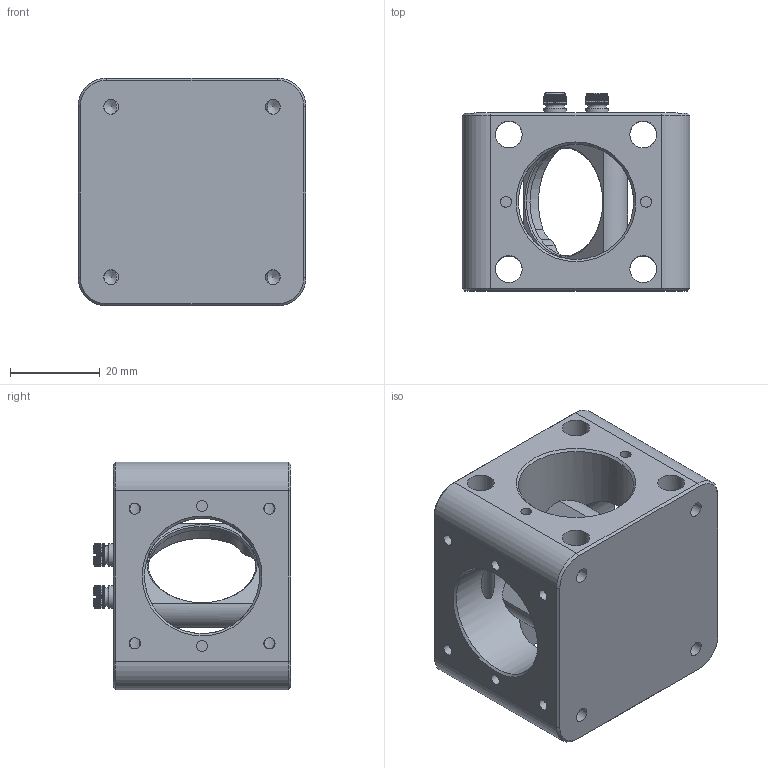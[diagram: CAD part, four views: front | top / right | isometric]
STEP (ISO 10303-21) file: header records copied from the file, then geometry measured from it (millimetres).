
FILE_DESCRIPTION (( 'STEP AP203' ), '1' );
FILE_NAME ('530137.STEP', '2025-04-27T08:31:08', ( 'Windows User' ), ( 'P R C' ), 'SwSTEP 2.0', 'SolidWorks 2020', '' );
FILE_SCHEMA (( 'CONFIG_CONTROL_DESIGN' ));
Length unit declared in the file: millimetre
Products named in the file (1): 530137
Bounding box: 50.8 x 44.1 x 50.8 mm (x, y, z)
Volume: 53130.5 mm3; surface area: 24223.9 mm2
Topology: 5 solids, 5 shells, 395 faces, 1143 edges, 749 vertices
Faces by surface type: plane 199, cylinder 136, cone 54, bspline 6
Full cylindrical faces by diameter (mm): 2 x2, 2.44 x8, 2.5 x12, 3 x3, 3.3 x9, 4 x1, 5 x2, 6 x4, 24 x1, 25.69 x4
Entity records: 13959 total; most frequent: CARTESIAN_POINT 4619, ORIENTED_EDGE 1994, DIRECTION 1720, EDGE_CURVE 997, VERTEX_POINT 687, AXIS2_PLACEMENT_3D 686, EDGE_LOOP 530, FACE_OUTER_BOUND 443
